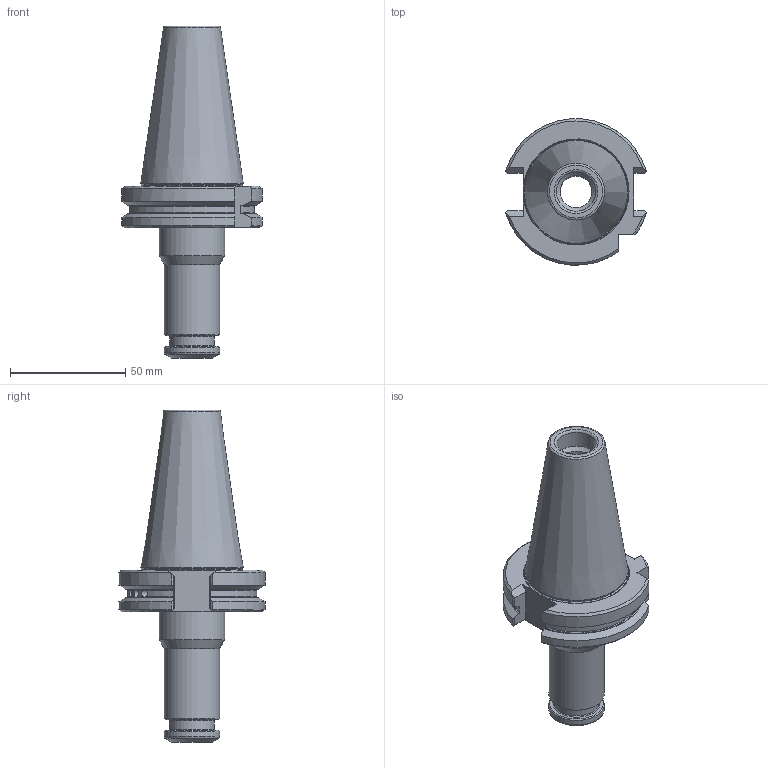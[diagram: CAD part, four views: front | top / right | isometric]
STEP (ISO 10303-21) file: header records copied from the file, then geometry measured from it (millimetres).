
FILE_DESCRIPTION(/* description */ (''),/* implementation_level */ '2;1');
FILE_NAME(/* name */ '424071546.stp',/* time_stamp */ '2021-01-12T12:30:49',/* author */ ('LRA'),/* organization */ ('REGO-FIX'),/* preprocessor_version */ ' Unknown',/* originating_system */ 'SIEMENS PLM Software Solid Edge ST10',/* authorization */ 'Unknown');
FILE_SCHEMA (('AUTOMOTIVE_DESIGN { 1 0 10303 214 2 1 1}'));
Length unit declared in the file: millimetre
Products named in the file (1): 0020519
Bounding box: 60.95 x 63.37 x 143.9 mm (x, y, z)
Volume: 119541.4 mm3; surface area: 27837.9 mm2
Topology: 1 solids, 1 shells, 118 faces, 330 edges, 215 vertices
Faces by surface type: plane 39, cylinder 34, cone 31, torus 14
Full cylindrical faces by diameter (mm): 3.5 x5, 6 x1, 10 x1, 13.835 x2, 15 x1, 17 x1, 19.5 x1, 24 x2, 28.5 x1, 43.85 x1
Entity records: 4334 total; most frequent: CARTESIAN_POINT 809, DIRECTION 540, ORIENTED_EDGE 522, EDGE_CURVE 261, AXIS2_PLACEMENT_3D 226, VERTEX_POINT 195, FACE_BOUND 170, EDGE_LOOP 164
